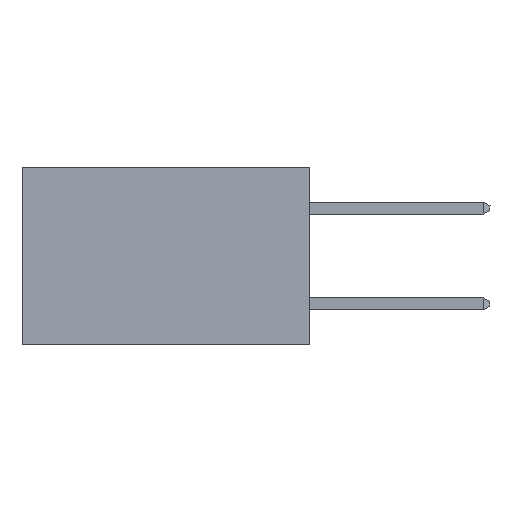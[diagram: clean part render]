
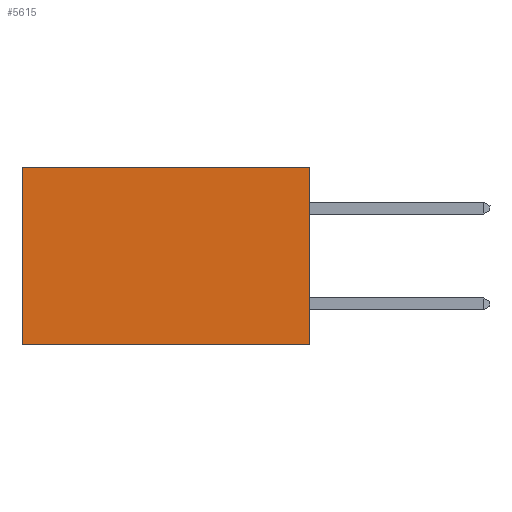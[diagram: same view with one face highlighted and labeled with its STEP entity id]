
A CAD part, left-side view. The second image highlights one B-rep face of the part: STEP entity #5615.
In plain terms, the highlighted planar face has unit normal (-1, 0, 0).
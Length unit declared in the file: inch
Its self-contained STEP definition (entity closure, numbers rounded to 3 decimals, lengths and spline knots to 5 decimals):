
#371 = VERTEX_POINT ( 'NONE', #11046 ) ;
#880 = EDGE_CURVE ( 'NONE', #5922, #371, #7360, .T. ) ;
#1935 = ORIENTED_EDGE ( 'NONE', *, *, #880, .T. ) ;
#2030 = LINE ( 'NONE', #10175, #8726 ) ;
#2201 = ORIENTED_EDGE ( 'NONE', *, *, #6539, .F. ) ;
#2225 = ORIENTED_EDGE ( 'NONE', *, *, #6994, .F. ) ;
#2431 = ORIENTED_EDGE ( 'NONE', *, *, #4447, .T. ) ;
#2634 = CARTESIAN_POINT ( 'NONE',  ( 0.2875, 0., -0.37 ) ) ;
#2761 = VECTOR ( 'NONE', #4966, 39.37008 ) ;
#4150 = LINE ( 'NONE', #10918, #8465 ) ;
#4447 = EDGE_CURVE ( 'NONE', #9448, #5922, #5012, .T. ) ;
#4741 = VECTOR ( 'NONE', #5166, 39.37008 ) ;
#4966 = DIRECTION ( 'NONE',  ( 0., 0., -1. ) ) ;
#5012 = LINE ( 'NONE', #10838, #4741 ) ;
#5063 = DIRECTION ( 'NONE',  ( 0., 0., -1. ) ) ;
#5166 = DIRECTION ( 'NONE',  ( 0., 1., 0. ) ) ;
#5615 = ADVANCED_FACE ( 'NONE', ( #10898 ), #9431, .F. ) ;
#5922 = VERTEX_POINT ( 'NONE', #5923 ) ;
#5923 = CARTESIAN_POINT ( 'NONE',  ( 0.2875, 0.6, 0. ) ) ;
#5950 = DIRECTION ( 'NONE',  ( 0., 1., 0. ) ) ;
#6505 = CARTESIAN_POINT ( 'NONE',  ( 0.2875, 0.6, 0. ) ) ;
#6539 = EDGE_CURVE ( 'NONE', #10125, #371, #2030, .T. ) ;
#6994 = EDGE_CURVE ( 'NONE', #9448, #10125, #4150, .T. ) ;
#7333 = EDGE_LOOP ( 'NONE', ( #1935, #2201, #2225, #2431 ) ) ;
#7360 = LINE ( 'NONE', #6505, #2761 ) ;
#7876 = CARTESIAN_POINT ( 'NONE',  ( 0.2875, 0., 0. ) ) ;
#8465 = VECTOR ( 'NONE', #5063, 39.37008 ) ;
#8726 = VECTOR ( 'NONE', #5950, 39.37008 ) ;
#8843 = DIRECTION ( 'NONE',  ( 0., 0., -1. ) ) ;
#9431 = PLANE ( 'NONE',  #11207 ) ;
#9448 = VERTEX_POINT ( 'NONE', #7876 ) ;
#9522 = DIRECTION ( 'NONE',  ( 1., 0., 0. ) ) ;
#9538 = CARTESIAN_POINT ( 'NONE',  ( 0.2875, 0., 0. ) ) ;
#10125 = VERTEX_POINT ( 'NONE', #2634 ) ;
#10175 = CARTESIAN_POINT ( 'NONE',  ( 0.2875, 0., -0.37 ) ) ;
#10838 = CARTESIAN_POINT ( 'NONE',  ( 0.2875, 0., 0. ) ) ;
#10898 = FACE_OUTER_BOUND ( 'NONE', #7333, .T. ) ;
#10918 = CARTESIAN_POINT ( 'NONE',  ( 0.2875, 0., 0. ) ) ;
#11046 = CARTESIAN_POINT ( 'NONE',  ( 0.2875, 0.6, -0.37 ) ) ;
#11207 = AXIS2_PLACEMENT_3D ( 'NONE', #9538, #9522, #8843 ) ;
